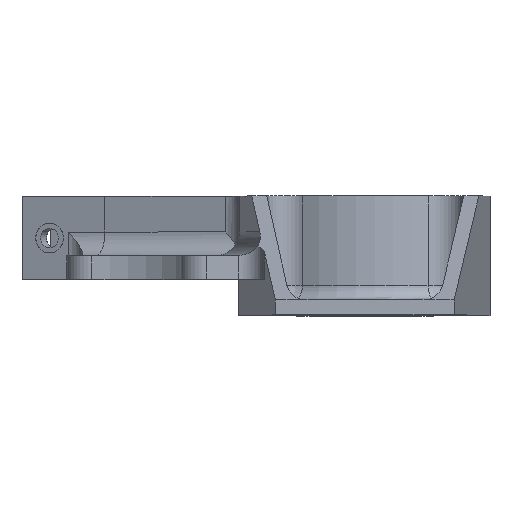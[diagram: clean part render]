
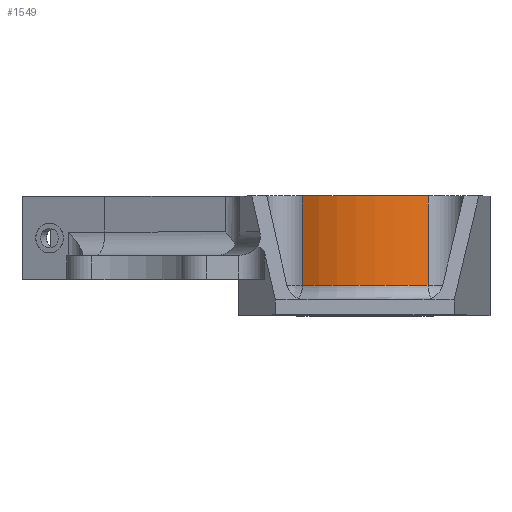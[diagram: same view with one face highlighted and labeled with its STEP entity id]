
A CAD part, top view. The second image highlights one B-rep face of the part: STEP entity #1549.
In plain terms, the highlighted cylindrical face has radius 42 mm (diameter 84 mm), a partial arc.
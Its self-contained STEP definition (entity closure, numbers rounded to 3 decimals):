
#527=CARTESIAN_POINT('Vertex',(21.227,23.,36.241)) ;
#547=CARTESIAN_POINT('Axis2P3D Location',(0.,23.,0.)) ;
#551=CARTESIAN_POINT('Vertex',(-20.933,23.,36.412)) ;
#1511=CARTESIAN_POINT('Vertex',(21.227,53.,36.241)) ;
#1514=CARTESIAN_POINT('Line Origine',(21.227,35.5,36.241)) ;
#1526=CARTESIAN_POINT('Axis2P3D Location',(0.,32.39,0.)) ;
#1531=CARTESIAN_POINT('Axis2P3D Location',(0.,53.,0.)) ;
#1535=CARTESIAN_POINT('Vertex',(-20.933,53.,36.412)) ;
#1538=CARTESIAN_POINT('Line Origine',(-20.933,32.39,36.412)) ;
#548=DIRECTION('Axis2P3D Direction',(0.,1.,0.)) ;
#1515=DIRECTION('Vector Direction',(0.,1.,0.)) ;
#1527=DIRECTION('Axis2P3D Direction',(0.,1.,-0.)) ;
#1528=DIRECTION('Axis2P3D XDirection',(-0.831,0.,0.556)) ;
#1532=DIRECTION('Axis2P3D Direction',(0.,1.,-0.)) ;
#1539=DIRECTION('Vector Direction',(0.,1.,0.)) ;
#549=AXIS2_PLACEMENT_3D('Circle Axis2P3D',#547,#548,$) ;
#1529=AXIS2_PLACEMENT_3D('Cylinder Axis2P3D',#1526,#1527,#1528) ;
#1533=AXIS2_PLACEMENT_3D('Circle Axis2P3D',#1531,#1532,$) ;
#1544=ORIENTED_EDGE('',*,*,#1518,.T.) ;
#1545=ORIENTED_EDGE('',*,*,#1537,.T.) ;
#1546=ORIENTED_EDGE('',*,*,#1542,.F.) ;
#1547=ORIENTED_EDGE('',*,*,#553,.F.) ;
#1516=VECTOR('Line Direction',#1515,1.) ;
#1540=VECTOR('Line Direction',#1539,1.) ;
#1549=ADVANCED_FACE('Corps principal',(#1548),#1530,.T.) ;
#550=CIRCLE('generated circle',#549,42.) ;
#1534=CIRCLE('generated circle',#1533,42.) ;
#1530=CYLINDRICAL_SURFACE('generated cylinder',#1529,42.) ;
#553=EDGE_CURVE('',#528,#552,#550,.F.) ;
#1518=EDGE_CURVE('',#528,#1512,#1517,.T.) ;
#1537=EDGE_CURVE('',#1512,#1536,#1534,.F.) ;
#1542=EDGE_CURVE('',#552,#1536,#1541,.T.) ;
#1543=EDGE_LOOP('',(#1544,#1545,#1546,#1547)) ;
#1548=FACE_OUTER_BOUND('',#1543,.T.) ;
#1517=LINE('Line',#1514,#1516) ;
#1541=LINE('Line',#1538,#1540) ;
#528=VERTEX_POINT('',#527) ;
#552=VERTEX_POINT('',#551) ;
#1512=VERTEX_POINT('',#1511) ;
#1536=VERTEX_POINT('',#1535) ;
